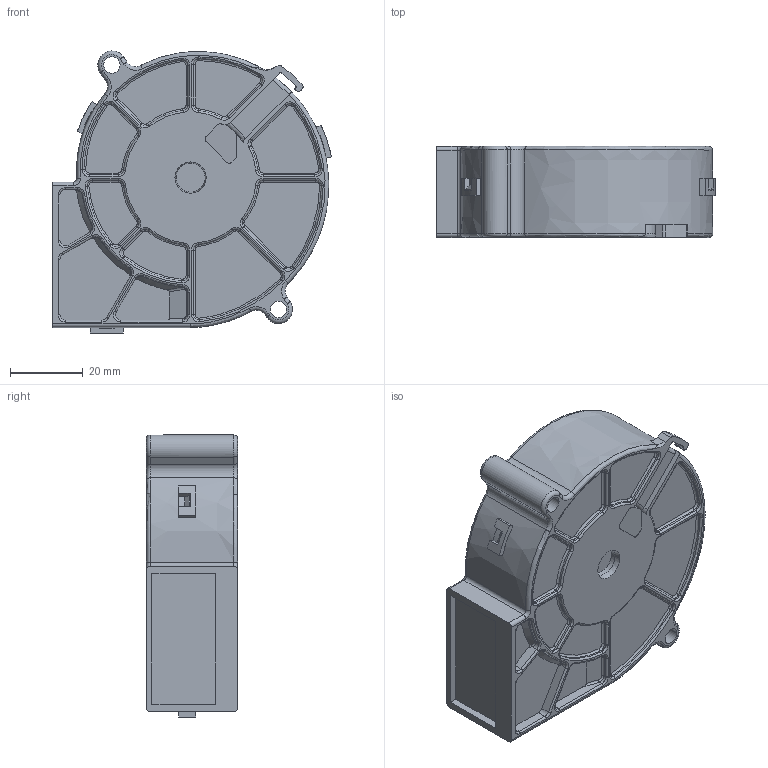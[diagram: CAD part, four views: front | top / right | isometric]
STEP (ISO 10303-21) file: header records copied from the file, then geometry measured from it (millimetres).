
FILE_DESCRIPTION((''),'2;1');
FILE_NAME('BFB0712HH-AWPH','2020-09-07T',('GUOHAN.TZENG'),(''),'CREO PARAMETRIC BY PTC INC, 2018220','CREO PARAMETRIC BY PTC INC, 2018220','');
FILE_SCHEMA(('CONFIG_CONTROL_DESIGN'));
Length unit declared in the file: millimetre
Products named in the file (1): BFB0712HH-AWPH
Bounding box: 76.47 x 25 x 77.39 mm (x, y, z)
Volume: 108823.2 mm3; surface area: 20566.9 mm2
Topology: 1 solids, 6 shells, 477 faces, 1174 edges, 714 vertices
Faces by surface type: cylinder 178, torus 129, plane 128, bspline 27, extrusion 8, cone 7
Entity records: 15759 total; most frequent: CARTESIAN_POINT 4333, DIRECTION 2528, ORIENTED_EDGE 2348, EDGE_CURVE 1174, AXIS2_PLACEMENT_3D 1027, VERTEX_POINT 714, CIRCLE 585, EDGE_LOOP 498
